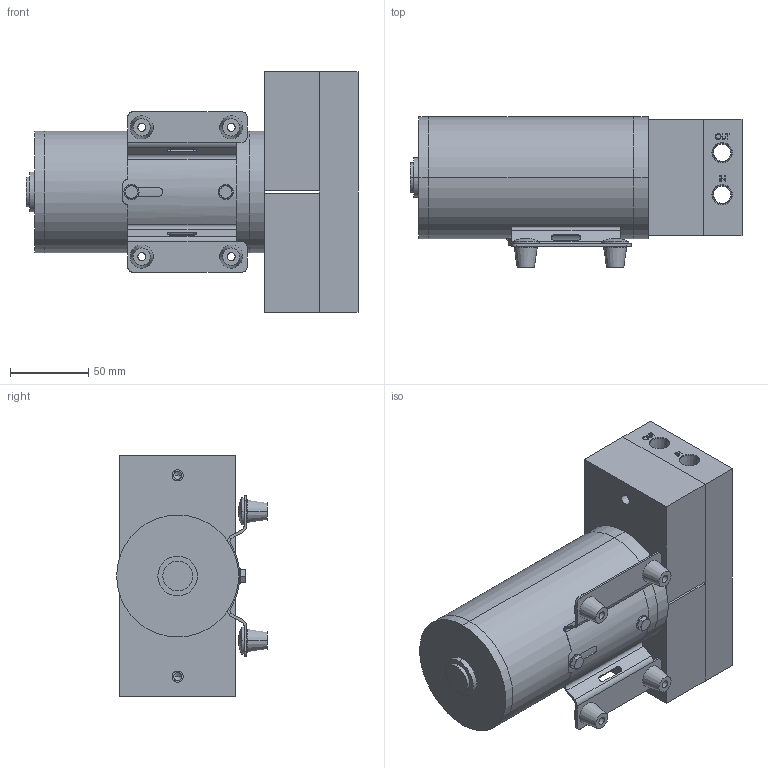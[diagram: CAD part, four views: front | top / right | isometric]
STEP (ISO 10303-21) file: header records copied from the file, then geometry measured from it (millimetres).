
FILE_DESCRIPTION (( 'STEP AP203' ), '1' );
FILE_NAME ('112PVC-M70.STEP', '2020-08-07T13:00:35', ( '' ), ( '' ), 'SwSTEP 2.0', 'SolidWorks 2018', '' );
FILE_SCHEMA (( 'CONFIG_CONTROL_DESIGN' ));
Length unit declared in the file: inch
Products named in the file (1): 112PVC-M70
Bounding box: 212.22 x 96.29 x 153.92 mm (x, y, z)
Volume: 1298069.9 mm3; surface area: 203030.1 mm2
Topology: 14 solids, 14 shells, 519 faces, 1319 edges, 850 vertices
Faces by surface type: plane 208, cylinder 205, cone 68, bspline 30, sphere 8
Entity records: 18476 total; most frequent: CARTESIAN_POINT 5709, DIRECTION 2633, ORIENTED_EDGE 2606, EDGE_CURVE 1303, AXIS2_PLACEMENT_3D 962, VERTEX_POINT 850, VECTOR 709, LINE 709
